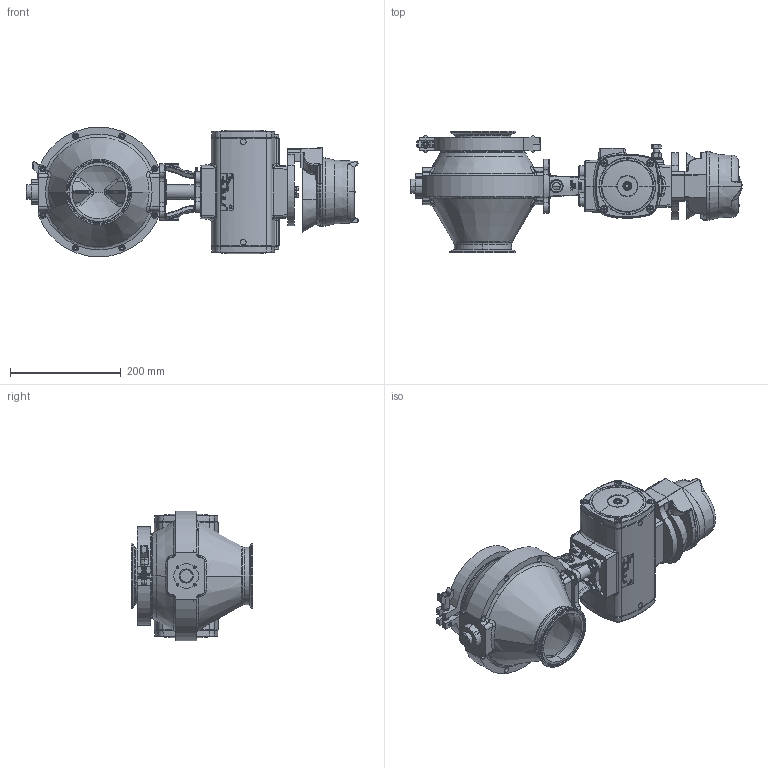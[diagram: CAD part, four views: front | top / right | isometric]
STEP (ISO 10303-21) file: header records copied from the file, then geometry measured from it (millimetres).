
FILE_DESCRIPTION (( 'STEP AP203' ), '1' );
FILE_NAME ('GVK04-CAST-STD.STEP', '2023-06-21T15:03:14', ( '' ), ( '' ), 'SwSTEP 2.0', 'SolidWorks 2022', '' );
FILE_SCHEMA (( 'CONFIG_CONTROL_DESIGN' ));
Length unit declared in the file: inch
Products named in the file (1): GVK04-CAST-STD
Bounding box: 600.83 x 220.18 x 234.95 mm (x, y, z)
Surface area: 683677.3 mm2 (no closed solid volume)
Topology: 0 solids, 9 shells, 4211 faces, 10675 edges, 6760 vertices
Faces by surface type: plane 1772, bspline 1007, cylinder 882, cone 461, torus 61, sphere 28
Entity records: 191607 total; most frequent: CARTESIAN_POINT 97399, ORIENTED_EDGE 21128, DIRECTION 16880, EDGE_CURVE 10565, VERTEX_POINT 6758, AXIS2_PLACEMENT_3D 5755, LINE 5370, VECTOR 5370
